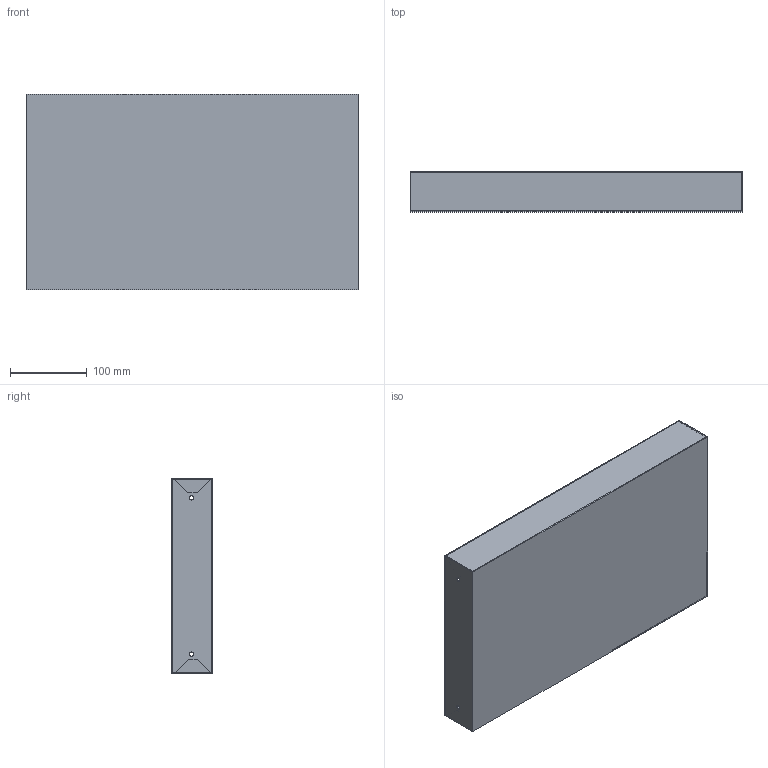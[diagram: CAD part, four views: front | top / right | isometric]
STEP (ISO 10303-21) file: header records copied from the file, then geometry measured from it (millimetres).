
FILE_DESCRIPTION (( 'STEP AP214' ), '1' );
FILE_NAME ('B005T57BMG.3D.STP', '2013-03-30T12:41:58', ( 'system2' ), ( '' ), 'SwSTEP 2.0', 'SolidWorks 2012', '' );
FILE_SCHEMA (( 'AUTOMOTIVE_DESIGN' ));
Length unit declared in the file: inch
Products named in the file (1): B005T57BMG.3D
Bounding box: 431.8 x 52.07 x 254 mm (x, y, z)
Volume: 250290.6 mm3; surface area: 402812.4 mm2
Topology: 11 solids, 11 shells, 86 faces, 192 edges, 128 vertices
Faces by surface type: plane 70, cylinder 16
Entity records: 2550 total; most frequent: CARTESIAN_POINT 407, DIRECTION 398, ORIENTED_EDGE 384, EDGE_CURVE 192, VECTOR 160, LINE 160, VERTEX_POINT 128, AXIS2_PLACEMENT_3D 119
